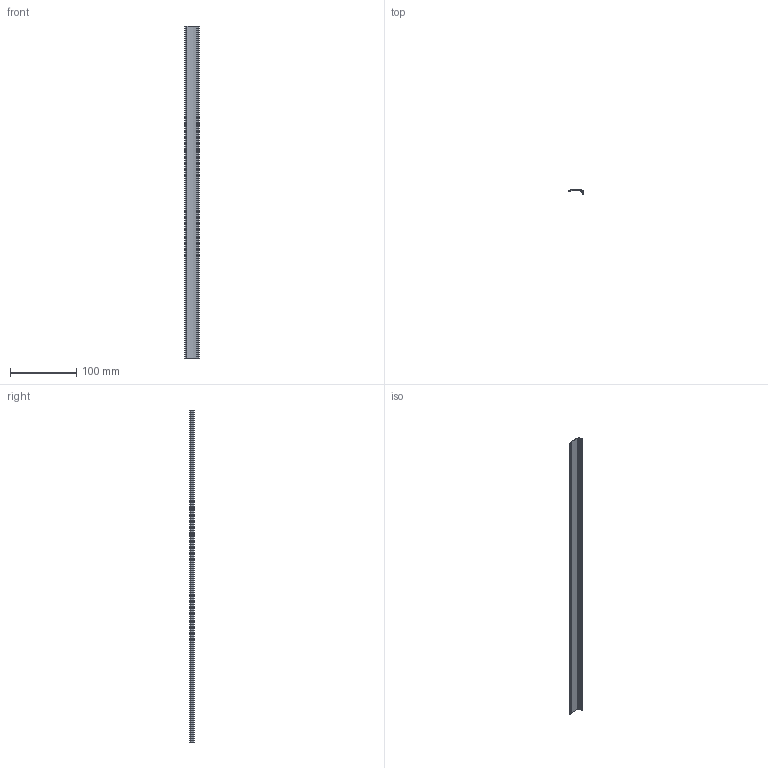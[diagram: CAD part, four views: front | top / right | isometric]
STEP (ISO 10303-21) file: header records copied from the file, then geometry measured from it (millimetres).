
FILE_DESCRIPTION(/* description */ ('STEP AP214'),/* implementation_level */ '2;1');
FILE_NAME(/* name */ '1212468_DADS-AB-G6-4-500',/* time_stamp */ '2024-08-13T14:28:25+02:00',/* author */ ('License CC BY-ND 4.0'),/* organization */ ('CADENAS'),/* preprocessor_version */ 'ST-DEVELOPER v19.3',/* originating_system */ 'PARTsolutions',/* authorisation */ ' ');
FILE_SCHEMA (('AUTOMOTIVE_DESIGN {1 0 10303 214 3 1 1}'));
Length unit declared in the file: millimetre
Products named in the file (2): 1212468 DADS-AB-G6-4-500; 1212376 DADS-AB-G6-4-500---(P)
Assembly tree (1 placements, depth 2):
  1212468 DADS-AB-G6-4-500
    1212376 DADS-AB-G6-4-500---(P)
Bounding box: 22 x 7.12 x 500 mm (x, y, z)
Volume: 9622.5 mm3; surface area: 32256 mm2
Topology: 1 solids, 1 shells, 48 faces, 138 edges, 92 vertices
Faces by surface type: cylinder 27, plane 21
Entity records: 1645 total; most frequent: DIRECTION 292, CARTESIAN_POINT 280, ORIENTED_EDGE 276, EDGE_CURVE 138, AXIS2_PLACEMENT_3D 104, VERTEX_POINT 92, LINE 84, VECTOR 84
